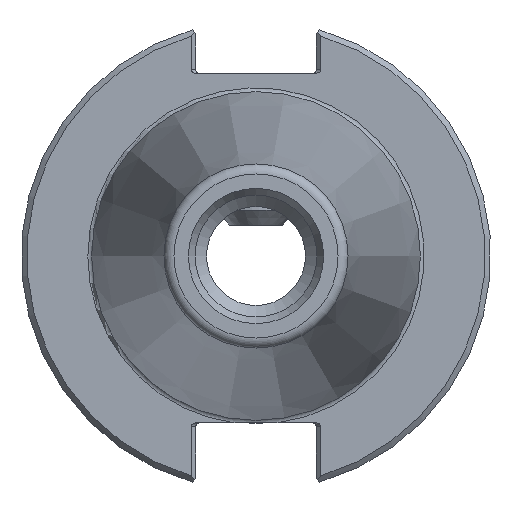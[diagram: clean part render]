
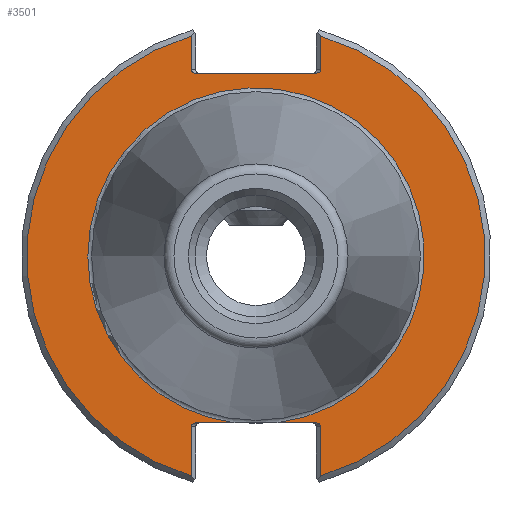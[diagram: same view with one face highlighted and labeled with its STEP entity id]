
A CAD part, left-side view. The second image highlights one B-rep face of the part: STEP entity #3501.
In plain terms, the highlighted planar face has unit normal (-1, 0, 0).
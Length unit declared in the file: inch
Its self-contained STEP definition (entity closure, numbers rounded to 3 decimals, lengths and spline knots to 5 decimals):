
#2559=CARTESIAN_POINT('',(0.125,0.345,0.992));
#2560=VERTEX_POINT('',#2559);
#2567=CARTESIAN_POINT('',(0.125,0.31672,0.972));
#2568=VERTEX_POINT('',#2567);
#2569=CARTESIAN_POINT('',(0.125,0.31672,0.992));
#2570=DIRECTION('',(-1.0,0.0,0.0));
#2571=DIRECTION('',(0.0,1.0,0.0));
#2572=AXIS2_PLACEMENT_3D('',#2569,#2570,#2571);
#2573=ELLIPSE('',#2572,0.02828,0.02);
#2574=EDGE_CURVE('',#2560,#2568,#2573,.T.);
#2659=CARTESIAN_POINT('',(0.125,0.345,1.1702));
#2660=VERTEX_POINT('',#2659);
#2667=CARTESIAN_POINT('',(0.125,0.345,1.1702));
#2668=DIRECTION('',(0.0,0.0,-1.0));
#2669=VECTOR('',#2668,0.1782);
#2670=LINE('',#2667,#2669);
#2671=EDGE_CURVE('',#2660,#2560,#2670,.T.);
#2771=CARTESIAN_POINT('',(0.125,-0.31672,0.972));
#2772=VERTEX_POINT('',#2771);
#2779=CARTESIAN_POINT('',(0.125,-0.345,0.992));
#2780=VERTEX_POINT('',#2779);
#2781=CARTESIAN_POINT('',(0.125,-0.31672,0.992));
#2782=DIRECTION('',(-1.0,0.0,0.0));
#2783=DIRECTION('',(0.0,-1.0,0.0));
#2784=AXIS2_PLACEMENT_3D('',#2781,#2782,#2783);
#2785=ELLIPSE('',#2784,0.02828,0.02);
#2786=EDGE_CURVE('',#2772,#2780,#2785,.T.);
#2836=CARTESIAN_POINT('',(0.125,-0.345,1.1702));
#2837=VERTEX_POINT('',#2836);
#2838=CARTESIAN_POINT('',(0.125,-0.345,0.992));
#2839=DIRECTION('',(0.0,0.0,1.0));
#2840=VECTOR('',#2839,0.1782);
#2841=LINE('',#2838,#2840);
#2842=EDGE_CURVE('',#2780,#2837,#2841,.T.);
#2860=CARTESIAN_POINT('',(0.125,-0.345,-0.908));
#2861=VERTEX_POINT('',#2860);
#2862=CARTESIAN_POINT('',(0.125,-0.31672,-0.888));
#2863=VERTEX_POINT('',#2862);
#2864=CARTESIAN_POINT('',(0.125,-0.31672,-0.908));
#2865=DIRECTION('',(-1.0,0.0,0.0));
#2866=DIRECTION('',(0.0,-1.0,0.0));
#2867=AXIS2_PLACEMENT_3D('',#2864,#2865,#2866);
#2868=ELLIPSE('',#2867,0.02828,0.02);
#2869=EDGE_CURVE('',#2861,#2863,#2868,.T.);
#2967=CARTESIAN_POINT('',(0.125,-0.345,-1.1702));
#2968=VERTEX_POINT('',#2967);
#2975=CARTESIAN_POINT('',(0.125,-0.345,-1.1702));
#2976=DIRECTION('',(0.0,0.0,1.0));
#2977=VECTOR('',#2976,0.2622);
#2978=LINE('',#2975,#2977);
#2979=EDGE_CURVE('',#2968,#2861,#2978,.T.);
#3079=CARTESIAN_POINT('',(0.125,0.31672,-0.888));
#3080=VERTEX_POINT('',#3079);
#3087=CARTESIAN_POINT('',(0.125,0.345,-0.908));
#3088=VERTEX_POINT('',#3087);
#3089=CARTESIAN_POINT('',(0.125,0.31672,-0.908));
#3090=DIRECTION('',(-1.0,0.0,0.0));
#3091=DIRECTION('',(0.0,1.0,0.0));
#3092=AXIS2_PLACEMENT_3D('',#3089,#3090,#3091);
#3093=ELLIPSE('',#3092,0.02828,0.02);
#3094=EDGE_CURVE('',#3080,#3088,#3093,.T.);
#3144=CARTESIAN_POINT('',(0.125,0.345,-1.1702));
#3145=VERTEX_POINT('',#3144);
#3146=CARTESIAN_POINT('',(0.125,0.345,-0.908));
#3147=DIRECTION('',(0.0,0.0,-1.0));
#3148=VECTOR('',#3147,0.2622);
#3149=LINE('',#3146,#3148);
#3150=EDGE_CURVE('',#3088,#3145,#3149,.T.);
#3217=CARTESIAN_POINT('',(0.125,0.31672,0.972));
#3218=DIRECTION('',(0.0,-1.0,0.0));
#3219=VECTOR('',#3218,0.63343);
#3220=LINE('',#3217,#3219);
#3221=EDGE_CURVE('',#2568,#2772,#3220,.T.);
#3419=CARTESIAN_POINT('',(0.125,-0.11172,-0.888));
#3420=VERTEX_POINT('',#3419);
#3421=CARTESIAN_POINT('',(0.125,0.11172,-0.888));
#3422=VERTEX_POINT('',#3421);
#3437=CARTESIAN_POINT('',(0.125,0.,0.0));
#3438=DIRECTION('',(-1.0,0.0,0.0));
#3439=DIRECTION('',(0.0,-1.0,0.0));
#3440=AXIS2_PLACEMENT_3D('',#3437,#3438,#3439);
#3441=CIRCLE('',#3440,0.895);
#3442=EDGE_CURVE('',#3420,#3422,#3441,.T.);
#3458=CARTESIAN_POINT('',(0.125,1.0625,0.0));
#3459=DIRECTION('',(-1.0,0.0,0.0));
#3460=DIRECTION('',(0.0,0.0,1.0));
#3461=AXIS2_PLACEMENT_3D('',#3458,#3459,#3460);
#3462=PLANE('',#3461);
#3463=ORIENTED_EDGE('',*,*,#3442,.F.);
#3464=CARTESIAN_POINT('',(0.125,-0.31672,-0.888));
#3465=DIRECTION('',(0.0,1.0,0.0));
#3466=VECTOR('',#3465,0.205);
#3467=LINE('',#3464,#3466);
#3468=EDGE_CURVE('',#2863,#3420,#3467,.T.);
#3469=ORIENTED_EDGE('',*,*,#3468,.F.);
#3470=ORIENTED_EDGE('',*,*,#2869,.F.);
#3471=ORIENTED_EDGE('',*,*,#2979,.F.);
#3472=CARTESIAN_POINT('',(0.125,0.,0.0));
#3473=DIRECTION('',(1.0,0.0,0.0));
#3474=DIRECTION('',(0.0,-1.0,0.0));
#3475=AXIS2_PLACEMENT_3D('',#3472,#3473,#3474);
#3476=CIRCLE('',#3475,1.22);
#3477=EDGE_CURVE('',#2837,#2968,#3476,.T.);
#3478=ORIENTED_EDGE('',*,*,#3477,.F.);
#3479=ORIENTED_EDGE('',*,*,#2842,.F.);
#3480=ORIENTED_EDGE('',*,*,#2786,.F.);
#3481=ORIENTED_EDGE('',*,*,#3221,.F.);
#3482=ORIENTED_EDGE('',*,*,#2574,.F.);
#3483=ORIENTED_EDGE('',*,*,#2671,.F.);
#3484=CARTESIAN_POINT('',(0.125,0.,0.0));
#3485=DIRECTION('',(1.0,0.0,0.0));
#3486=DIRECTION('',(0.0,1.0,0.0));
#3487=AXIS2_PLACEMENT_3D('',#3484,#3485,#3486);
#3488=CIRCLE('',#3487,1.22);
#3489=EDGE_CURVE('',#3145,#2660,#3488,.T.);
#3490=ORIENTED_EDGE('',*,*,#3489,.F.);
#3491=ORIENTED_EDGE('',*,*,#3150,.F.);
#3492=ORIENTED_EDGE('',*,*,#3094,.F.);
#3493=CARTESIAN_POINT('',(0.125,0.11172,-0.888));
#3494=DIRECTION('',(0.0,1.0,0.0));
#3495=VECTOR('',#3494,0.205);
#3496=LINE('',#3493,#3495);
#3497=EDGE_CURVE('',#3422,#3080,#3496,.T.);
#3498=ORIENTED_EDGE('',*,*,#3497,.F.);
#3499=EDGE_LOOP('',(#3463,#3469,#3470,#3471,#3478,#3479,#3480,#3481,#3482,#3483,#3490,#3491,#3492,#3498));
#3500=FACE_OUTER_BOUND('',#3499,.T.);
#3501=ADVANCED_FACE('',(#3500),#3462,.T.);
